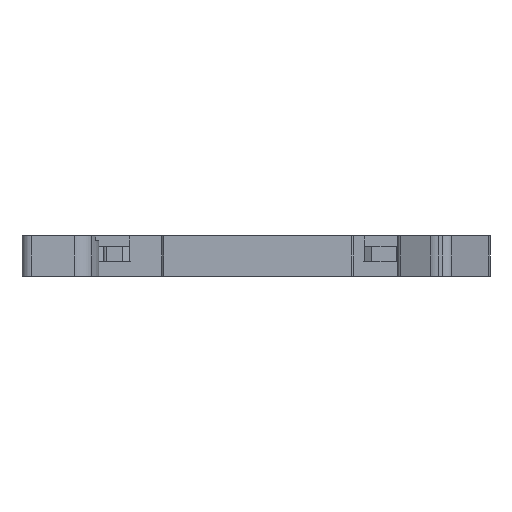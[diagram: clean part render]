
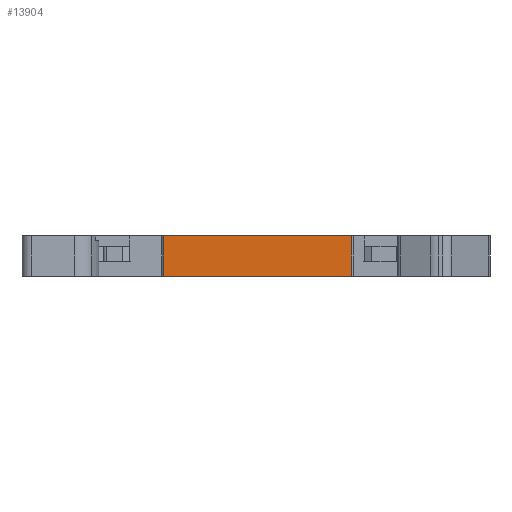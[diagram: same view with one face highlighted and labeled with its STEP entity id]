
A CAD part, front view. The second image highlights one B-rep face of the part: STEP entity #13904.
In plain terms, the highlighted planar face has unit normal (0, -1, 0).
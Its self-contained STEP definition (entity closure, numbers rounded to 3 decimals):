
#88=DIRECTION('',(-1.,0.,0.));
#89=VECTOR('',#88,19.6);
#90=CARTESIAN_POINT('',(9.8,0.,0.));
#91=LINE('',#90,#89);
#1201=DIRECTION('',(-1.,0.,0.));
#1202=VECTOR('',#1201,19.6);
#1203=CARTESIAN_POINT('',(9.8,0.,4.2));
#1204=LINE('',#1203,#1202);
#5146=DIRECTION('',(0.,0.,1.));
#5147=VECTOR('',#5146,4.2);
#5148=CARTESIAN_POINT('',(9.8,0.,0.));
#5149=LINE('',#5148,#5147);
#5154=DIRECTION('',(0.,0.,1.));
#5155=VECTOR('',#5154,4.2);
#5156=CARTESIAN_POINT('',(-9.8,0.,0.));
#5157=LINE('',#5156,#5155);
#6038=CARTESIAN_POINT('',(9.8,0.,0.));
#6039=CARTESIAN_POINT('',(-9.8,0.,0.));
#6040=VERTEX_POINT('',#6038);
#6041=VERTEX_POINT('',#6039);
#6052=CARTESIAN_POINT('',(9.8,0.,4.2));
#6053=CARTESIAN_POINT('',(-9.8,0.,4.2));
#6054=VERTEX_POINT('',#6052);
#6055=VERTEX_POINT('',#6053);
#13892=CARTESIAN_POINT('',(9.8,0.,0.));
#13893=DIRECTION('',(0.,1.,0.));
#13894=DIRECTION('',(-1.,0.,0.));
#13895=AXIS2_PLACEMENT_3D('',#13892,#13893,#13894);
#13896=PLANE('',#13895);
#13897=ORIENTED_EDGE('',*,*,#7231,.T.);
#13899=ORIENTED_EDGE('',*,*,#13898,.T.);
#13900=ORIENTED_EDGE('',*,*,#7658,.F.);
#13901=ORIENTED_EDGE('',*,*,#13884,.F.);
#13902=EDGE_LOOP('',(#13897,#13899,#13900,#13901));
#13903=FACE_OUTER_BOUND('',#13902,.F.);
#13904=ADVANCED_FACE('',(#13903),#13896,.F.);
#7231=EDGE_CURVE('',#6040,#6041,#91,.T.);
#7658=EDGE_CURVE('',#6054,#6055,#1204,.T.);
#13884=EDGE_CURVE('',#6040,#6054,#5149,.T.);
#13898=EDGE_CURVE('',#6041,#6055,#5157,.T.);
